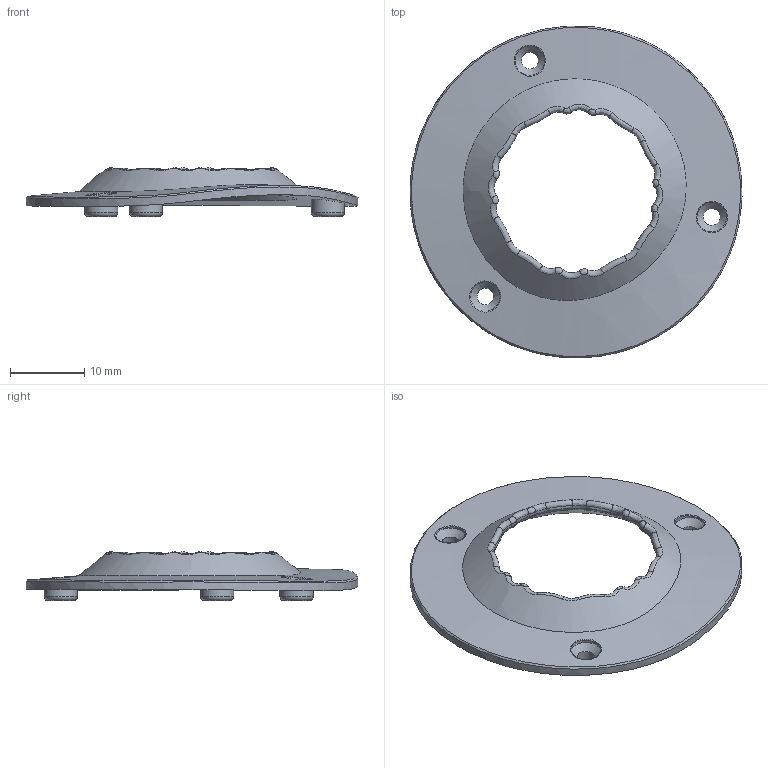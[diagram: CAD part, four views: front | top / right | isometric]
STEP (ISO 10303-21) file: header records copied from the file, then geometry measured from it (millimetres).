
FILE_DESCRIPTION(/* description */ ('','CAx-IF Rec.Pracs.---Representation and Presentation of Product Manufacturing Information (PMI)---4.0---2014-10-13'),/* implementation_level */ '2;1');
FILE_NAME(/* name */ 'ParametricGateplateFullWDFF.step',/* time_stamp */ '2025-02-13T20:59:30-08:00',/* author */ (''),/* organization */ (''),/* preprocessor_version */ 'ST-DEVELOPER v20',/* originating_system */ 'Autodesk Translation Framework v13.20.0.188',/* authorisation */ '');
FILE_SCHEMA (('AP242_MANAGED_MODEL_BASED_3D_ENGINEERING_MIM_LF { 1 0 10303 442 1 1 4 }'));
Length unit declared in the file: millimetre
Products named in the file (1): TopShell
Bounding box: 44.73 x 44.71 x 6.6 mm (x, y, z)
Volume: 1642 mm3; surface area: 2926.9 mm2
Topology: 1 solids, 1 shells, 124 faces, 289 edges, 170 vertices
Faces by surface type: bspline 71, cylinder 42, cone 3, plane 3, torus 3, sphere 2
Full cylindrical faces by diameter (mm): 2.25 x3, 4 x2, 4.46 x3, 44.732 x1
Entity records: 11584 total; most frequent: CARTESIAN_POINT 9178, ORIENTED_EDGE 578, DIRECTION 330, EDGE_CURVE 289, VERTEX_POINT 170, B_SPLINE_CURVE_WITH_KNOTS 155, AXIS2_PLACEMENT_3D 142, EDGE_LOOP 135
